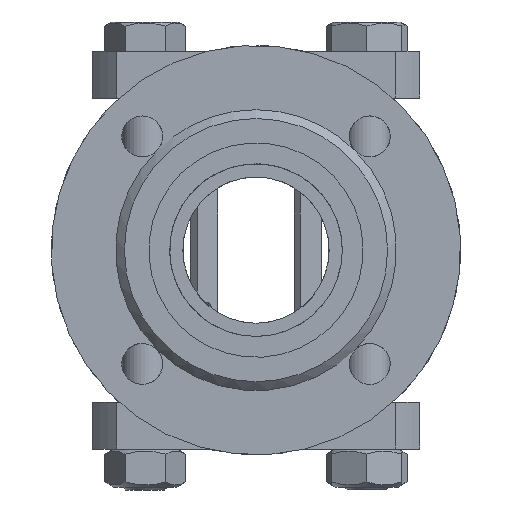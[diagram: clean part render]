
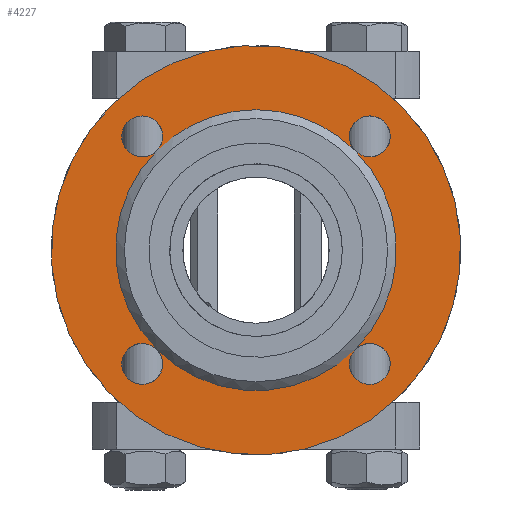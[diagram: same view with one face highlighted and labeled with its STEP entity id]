
A CAD part, front view. The second image highlights one B-rep face of the part: STEP entity #4227.
In plain terms, the highlighted face is planar.
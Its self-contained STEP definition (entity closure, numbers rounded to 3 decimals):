
#4090=CARTESIAN_POINT('',(13.,-37.351,30.148));
#4091=VERTEX_POINT('',#4090);
#4092=CARTESIAN_POINT('',(13.,-42.798,34.545));
#4093=DIRECTION('',(-1.0,0.,0.));
#4094=DIRECTION('',(0.,-0.106,0.994));
#4095=AXIS2_PLACEMENT_3D('',#4092,#4093,#4094);
#4096=CIRCLE('',#4095,7.);
#4097=EDGE_CURVE('',#4091,#4091,#4096,.T.);
#4118=CARTESIAN_POINT('',(13.,-30.148,-37.351));
#4119=VERTEX_POINT('',#4118);
#4120=CARTESIAN_POINT('',(13.,-34.545,-42.798));
#4121=DIRECTION('',(-1.0,0.,0.));
#4122=DIRECTION('',(0.,-0.994,-0.106));
#4123=AXIS2_PLACEMENT_3D('',#4120,#4121,#4122);
#4124=CIRCLE('',#4123,7.);
#4125=EDGE_CURVE('',#4119,#4119,#4124,.T.);
#4146=CARTESIAN_POINT('',(13.,37.351,-30.148));
#4147=VERTEX_POINT('',#4146);
#4148=CARTESIAN_POINT('',(13.,42.798,-34.545));
#4149=DIRECTION('',(-1.0,0.,0.));
#4150=DIRECTION('',(0.,0.106,-0.994));
#4151=AXIS2_PLACEMENT_3D('',#4148,#4149,#4150);
#4152=CIRCLE('',#4151,7.);
#4153=EDGE_CURVE('',#4147,#4147,#4152,.T.);
#4169=CARTESIAN_POINT('',(13.,6.969,-65.309));
#4170=DIRECTION('',(-1.0,0.0,0.0));
#4171=DIRECTION('',(0.0,0.106,-0.994));
#4172=AXIS2_PLACEMENT_3D('',#4169,#4170,#4171);
#4173=PLANE('',#4172);
#4174=CARTESIAN_POINT('',(13.,-70.,0.));
#4175=VERTEX_POINT('',#4174);
#4176=CARTESIAN_POINT('',(13.,0.,0.));
#4177=DIRECTION('',(-1.0,0.0,0.0));
#4178=DIRECTION('',(0.0,1.0,0.0));
#4179=AXIS2_PLACEMENT_3D('',#4176,#4177,#4178);
#4180=CIRCLE('',#4179,70.);
#4181=EDGE_CURVE('',#4175,#4175,#4180,.T.);
#4182=ORIENTED_EDGE('',*,*,#4181,.F.);
#4183=EDGE_LOOP('',(#4182));
#4184=FACE_OUTER_BOUND('',#4183,.T.);
#4185=CARTESIAN_POINT('',(13.,30.148,37.351));
#4186=VERTEX_POINT('',#4185);
#4187=CARTESIAN_POINT('',(13.,0.,0.));
#4188=DIRECTION('',(-1.0,0.,0.));
#4189=DIRECTION('',(0.,0.106,-0.994));
#4190=AXIS2_PLACEMENT_3D('',#4187,#4188,#4189);
#4191=CIRCLE('',#4190,48.);
#4192=EDGE_CURVE('',#4186,#4147,#4191,.T.);
#4193=ORIENTED_EDGE('',*,*,#4192,.T.);
#4194=ORIENTED_EDGE('',*,*,#4153,.T.);
#4195=CARTESIAN_POINT('',(13.,0.,0.));
#4196=DIRECTION('',(-1.0,0.,0.));
#4197=DIRECTION('',(0.,0.106,-0.994));
#4198=AXIS2_PLACEMENT_3D('',#4195,#4196,#4197);
#4199=CIRCLE('',#4198,48.);
#4200=EDGE_CURVE('',#4147,#4119,#4199,.T.);
#4201=ORIENTED_EDGE('',*,*,#4200,.T.);
#4202=ORIENTED_EDGE('',*,*,#4125,.T.);
#4203=CARTESIAN_POINT('',(13.,0.,0.));
#4204=DIRECTION('',(-1.0,0.,0.));
#4205=DIRECTION('',(0.,0.106,-0.994));
#4206=AXIS2_PLACEMENT_3D('',#4203,#4204,#4205);
#4207=CIRCLE('',#4206,48.);
#4208=EDGE_CURVE('',#4119,#4091,#4207,.T.);
#4209=ORIENTED_EDGE('',*,*,#4208,.T.);
#4210=ORIENTED_EDGE('',*,*,#4097,.T.);
#4211=CARTESIAN_POINT('',(13.,0.,0.));
#4212=DIRECTION('',(-1.0,0.,0.));
#4213=DIRECTION('',(0.,0.106,-0.994));
#4214=AXIS2_PLACEMENT_3D('',#4211,#4212,#4213);
#4215=CIRCLE('',#4214,48.);
#4216=EDGE_CURVE('',#4091,#4186,#4215,.T.);
#4217=ORIENTED_EDGE('',*,*,#4216,.T.);
#4218=CARTESIAN_POINT('',(13.,34.545,42.798));
#4219=DIRECTION('',(-1.0,0.,0.));
#4220=DIRECTION('',(0.,0.994,0.106));
#4221=AXIS2_PLACEMENT_3D('',#4218,#4219,#4220);
#4222=CIRCLE('',#4221,7.);
#4223=EDGE_CURVE('',#4186,#4186,#4222,.T.);
#4224=ORIENTED_EDGE('',*,*,#4223,.T.);
#4225=EDGE_LOOP('',(#4193,#4194,#4201,#4202,#4209,#4210,#4217,#4224));
#4226=FACE_BOUND('',#4225,.T.);
#4227=ADVANCED_FACE('',(#4184,#4226),#4173,.F.);
